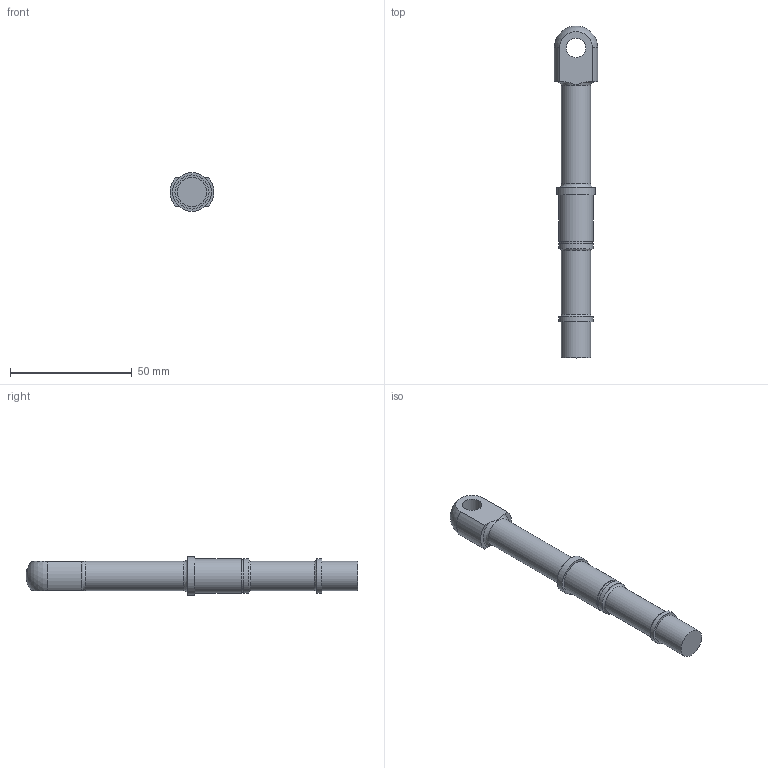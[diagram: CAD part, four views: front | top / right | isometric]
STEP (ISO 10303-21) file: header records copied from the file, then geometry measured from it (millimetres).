
FILE_DESCRIPTION(('FreeCAD Model'),'2;1');
FILE_NAME('Open CASCADE Shape Model','2023-11-21T23:36:35',(''),(''), 'Open CASCADE STEP processor 7.6','FreeCAD','Unknown');
FILE_SCHEMA(('AUTOMOTIVE_DESIGN { 1 0 10303 214 1 1 1 1 }'));
Length unit declared in the file: millimetre
Products named in the file (1): Axe levier001
Bounding box: 17.94 x 136.6 x 16 mm (x, y, z)
Volume: 17609.6 mm3; surface area: 6308.2 mm2
Topology: 1 solids, 1 shells, 31 faces, 64 edges, 41 vertices
Faces by surface type: plane 14, cylinder 12, revolution 4, sphere 1
Full cylindrical faces by diameter (mm): 8 x2, 12 x3, 13.4 x1, 14 x3, 16 x1
Entity records: 2236 total; most frequent: CARTESIAN_POINT 893, DIRECTION 258, ORIENTED_EDGE 126, PCURVE 126, DEFINITIONAL_REPRESENTATION 126, LINE 105, VECTOR 105, AXIS2_PLACEMENT_3D 68
